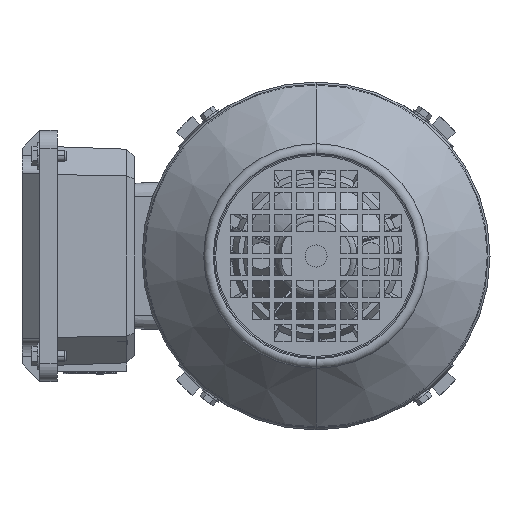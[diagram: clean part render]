
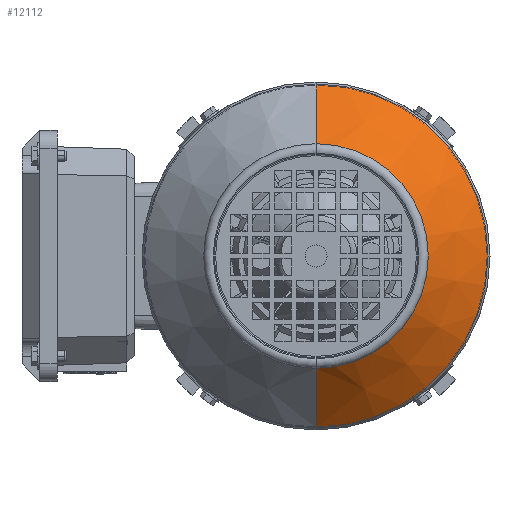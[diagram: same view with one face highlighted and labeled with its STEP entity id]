
A CAD part, left-side view. The second image highlights one B-rep face of the part: STEP entity #12112.
In plain terms, the highlighted conical face has half-angle 45 degrees and reference radius 51 mm.
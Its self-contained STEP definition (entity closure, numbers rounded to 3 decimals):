
#3480 = DIRECTION ( 'NONE',  ( 0., 0., 1. ) ) ;
#3482 = DIRECTION ( 'NONE',  ( -1., 0., 0. ) ) ;
#3484 = CARTESIAN_POINT ( 'NONE',  ( 86.331, 0., 0. ) ) ;
#3486 = AXIS2_PLACEMENT_3D ( 'NONE', #3484, #3482, #3480 ) ;
#3488 = CONICAL_SURFACE ( 'NONE', #3486, 51., 0.785 ) ;
#3496 = FACE_OUTER_BOUND ( 'NONE', #12115, .T. ) ;
#3506 = CARTESIAN_POINT ( 'NONE',  ( 86.331, 0., 51. ) ) ;
#3508 = DIRECTION ( 'NONE',  ( 0., 0., 1. ) ) ;
#3509 = DIRECTION ( 'NONE',  ( -1., 0., 0. ) ) ;
#3510 = CARTESIAN_POINT ( 'NONE',  ( 86.331, 0., 0. ) ) ;
#3512 = AXIS2_PLACEMENT_3D ( 'NONE', #3510, #3509, #3508 ) ;
#3514 = CIRCLE ( 'NONE', #3512, 51. ) ;
#3518 = CARTESIAN_POINT ( 'NONE',  ( 86.331, 0., -51. ) ) ;
#3922 = DIRECTION ( 'NONE',  ( -0.707, 0., 0.707 ) ) ;
#3923 = VECTOR ( 'NONE', #3922, 1000. ) ;
#3925 = CARTESIAN_POINT ( 'NONE',  ( 86.331, 0., 51. ) ) ;
#3926 = LINE ( 'NONE', #3925, #3923 ) ;
#3931 = CARTESIAN_POINT ( 'NONE',  ( 59.21, 0., 78.121 ) ) ;
#3932 = DIRECTION ( 'NONE',  ( 0., 0., 1. ) ) ;
#3934 = DIRECTION ( 'NONE',  ( -1., 0., 0. ) ) ;
#3936 = CARTESIAN_POINT ( 'NONE',  ( 59.21, 0., 0. ) ) ;
#3937 = AXIS2_PLACEMENT_3D ( 'NONE', #3936, #3934, #3932 ) ;
#3938 = CIRCLE ( 'NONE', #3937, 78.121 ) ;
#3944 = CARTESIAN_POINT ( 'NONE',  ( 59.21, 0., -78.121 ) ) ;
#3946 = DIRECTION ( 'NONE',  ( -0.707, 0., -0.707 ) ) ;
#3948 = VECTOR ( 'NONE', #3946, 1000. ) ;
#3950 = CARTESIAN_POINT ( 'NONE',  ( 86.331, 0., -51. ) ) ;
#3951 = LINE ( 'NONE', #3950, #3948 ) ;
#12102 = VERTEX_POINT ( 'NONE', #3518 ) ;
#12106 = EDGE_CURVE ( 'NONE', #12108, #12102, #3514, .T. ) ;
#12108 = VERTEX_POINT ( 'NONE', #3506 ) ;
#12112 = ADVANCED_FACE ( 'NONE', ( #3496 ), #3488, .T. ) ;
#12115 = EDGE_LOOP ( 'NONE', ( #12208, #12209, #12213, #12218 ) ) ;
#12208 = ORIENTED_EDGE ( 'NONE', *, *, #12106, .T. ) ;
#12209 = ORIENTED_EDGE ( 'NONE', *, *, #12210, .T. ) ;
#12210 = EDGE_CURVE ( 'NONE', #12102, #12211, #3951, .T. ) ;
#12211 = VERTEX_POINT ( 'NONE', #3944 ) ;
#12213 = ORIENTED_EDGE ( 'NONE', *, *, #12215, .F. ) ;
#12215 = EDGE_CURVE ( 'NONE', #12216, #12211, #3938, .T. ) ;
#12216 = VERTEX_POINT ( 'NONE', #3931 ) ;
#12218 = ORIENTED_EDGE ( 'NONE', *, *, #12219, .F. ) ;
#12219 = EDGE_CURVE ( 'NONE', #12108, #12216, #3926, .T. ) ;
